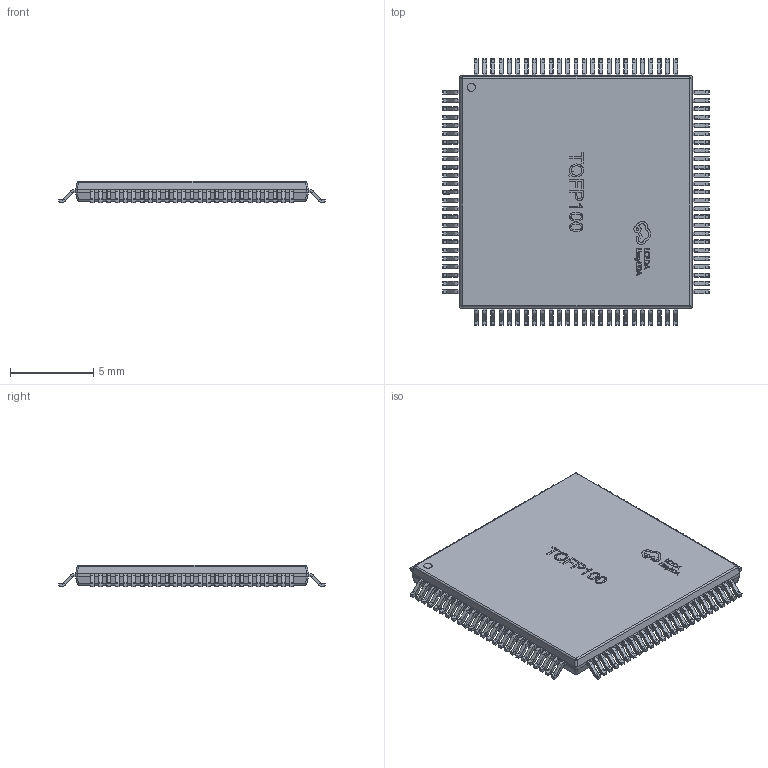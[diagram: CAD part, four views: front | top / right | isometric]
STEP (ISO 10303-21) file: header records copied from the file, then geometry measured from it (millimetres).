
FILE_DESCRIPTION (( 'STEP AP214' ), '1' );
FILE_NAME ('TQFP-100_L14.0-W14.0-H1.2-LS16.0-P0.50.step', '2022-07-09T05:17:54', ( '' ), ( '' ), 'SwSTEP 2.0', 'SolidWorks 2020', '' );
FILE_SCHEMA (( 'AUTOMOTIVE_DESIGN' ));
Length unit declared in the file: millimetre
Products named in the file (1): TQFP-100_L14.0-W14.0-H1.2-LS16.0-P0.50
Bounding box: 16.01 x 16.01 x 1.3 mm (x, y, z)
Volume: 238.2 mm3; surface area: 562.4 mm2
Topology: 101 solids, 101 shells, 5519 faces, 11713 edges, 6234 vertices
Faces by surface type: plane 2035, cylinder 2022, torus 800, sphere 508, bspline 154
Entity records: 205866 total; most frequent: CARTESIAN_POINT 27325, DIRECTION 26737, ORIENTED_EDGE 22626, EDGE_CURVE 11313, AXIS2_PLACEMENT_3D 10394, VERTEX_POINT 6034, VECTOR 5949, LINE 5949
